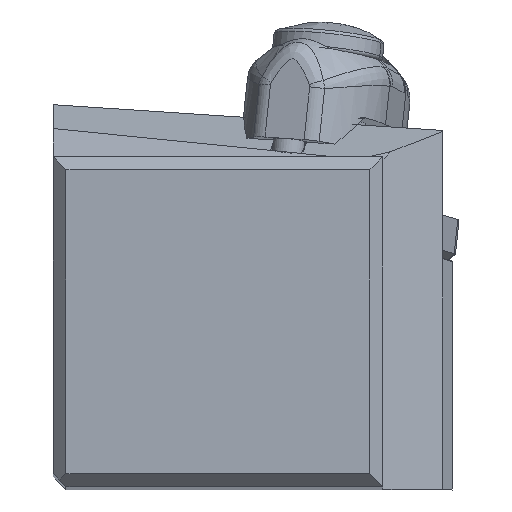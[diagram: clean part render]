
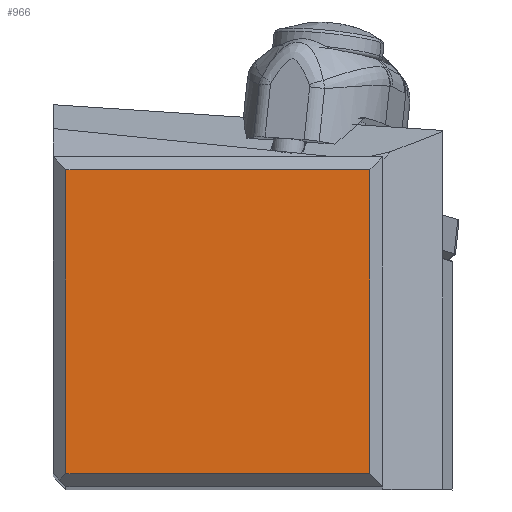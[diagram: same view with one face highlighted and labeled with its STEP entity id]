
A CAD part, top view. The second image highlights one B-rep face of the part: STEP entity #966.
In plain terms, the highlighted planar face has unit normal (0, 0, 1).
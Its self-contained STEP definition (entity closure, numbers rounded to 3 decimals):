
#716=FACE_OUTER_BOUND('',#1331,.T.);
#966=ADVANCED_FACE('',(#716),#1212,.T.);
#1212=PLANE('',#4692);
#1331=EDGE_LOOP('',(#1754,#1755,#1756,#1757));
#1754=ORIENTED_EDGE('',*,*,#3447,.F.);
#1755=ORIENTED_EDGE('',*,*,#3450,.T.);
#1756=ORIENTED_EDGE('',*,*,#3356,.F.);
#1757=ORIENTED_EDGE('',*,*,#3449,.F.);
#2923=VERTEX_POINT('',#6212);
#2924=VERTEX_POINT('',#6214);
#2983=VERTEX_POINT('',#6395);
#2984=VERTEX_POINT('',#6397);
#3356=EDGE_CURVE('',#2923,#2924,#4029,.T.);
#3447=EDGE_CURVE('',#2983,#2984,#4099,.T.);
#3449=EDGE_CURVE('',#2984,#2923,#4101,.T.);
#3450=EDGE_CURVE('',#2983,#2924,#4102,.T.);
#4029=LINE('',#6213,#4266);
#4099=LINE('',#6396,#4336);
#4101=LINE('',#6400,#4338);
#4102=LINE('',#6402,#4339);
#4266=VECTOR('',#5111,1.);
#4336=VECTOR('',#5287,1.);
#4338=VECTOR('',#5291,1.);
#4339=VECTOR('',#5294,1.);
#4692=AXIS2_PLACEMENT_3D('',#6403,#5295,#5296);
#5111=DIRECTION('',(-1.,0.,0.));
#5287=DIRECTION('',(1.,0.,0.));
#5291=DIRECTION('',(0.,-1.,0.));
#5294=DIRECTION('',(0.,-1.,0.));
#5295=DIRECTION('',(0.,0.,1.));
#5296=DIRECTION('',(1.,0.,0.));
#6212=CARTESIAN_POINT('',(24.4,1.,0.));
#6213=CARTESIAN_POINT('',(24.4,1.,0.));
#6214=CARTESIAN_POINT('',(1.,1.,0.));
#6395=CARTESIAN_POINT('',(1.,24.4,0.));
#6396=CARTESIAN_POINT('',(1.,24.4,0.));
#6397=CARTESIAN_POINT('',(24.4,24.4,0.));
#6400=CARTESIAN_POINT('',(24.4,24.4,0.));
#6402=CARTESIAN_POINT('',(1.,24.4,0.));
#6403=CARTESIAN_POINT('',(12.7,12.7,0.));
